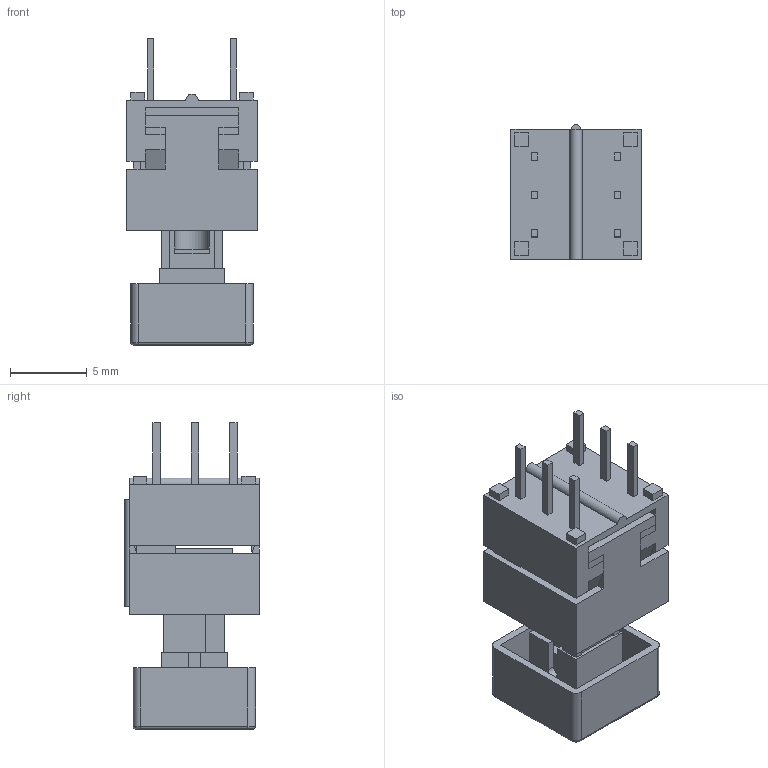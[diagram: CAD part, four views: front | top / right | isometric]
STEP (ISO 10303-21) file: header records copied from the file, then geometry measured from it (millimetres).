
FILE_DESCRIPTION(/* description */ (''),/* implementation_level */ '2;1');
FILE_NAME(/* name */ 'TL2201OAYA6JGRY.stp',/* time_stamp */ '2025-12-30T08:28:05-06:00',/* author */ ('jmeyers'),/* organization */ (''),/* preprocessor_version */ 'ST-DEVELOPER v18.1',/* originating_system */ 'Autodesk Inventor 2022',/* authorisation */ '');
FILE_SCHEMA (('AUTOMOTIVE_DESIGN { 1 0 10303 214 3 1 1 }'));
Length unit declared in the file: inch
Products named in the file (1): Part10
Bounding box: 8.5 x 8.8 x 20 mm (x, y, z)
Volume: 450.2 mm3; surface area: 1510.9 mm2
Topology: 1 solids, 1 shells, 241 faces, 650 edges, 418 vertices
Faces by surface type: plane 218, cylinder 19, torus 4
Entity records: 7441 total; most frequent: CARTESIAN_POINT 1310, ORIENTED_EDGE 1300, DIRECTION 1172, EDGE_CURVE 650, LINE 612, VECTOR 612, VERTEX_POINT 418, AXIS2_PLACEMENT_3D 280
